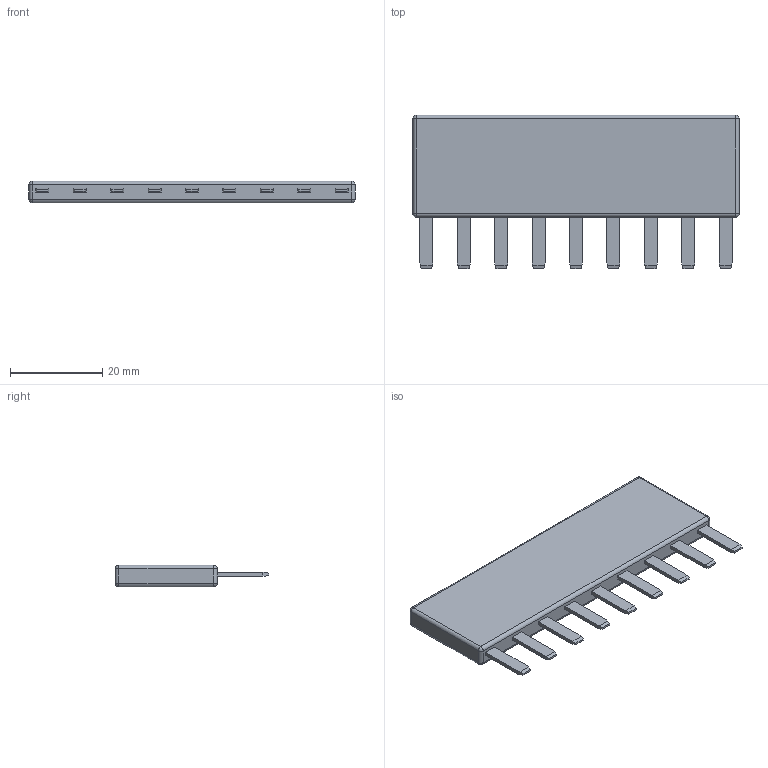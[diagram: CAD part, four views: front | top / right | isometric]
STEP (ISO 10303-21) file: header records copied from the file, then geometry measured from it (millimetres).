
FILE_DESCRIPTION((''),'2;1');
FILE_NAME('SC30-2006D-B008_NCF_ASM','2020-01-09T09:43:15',('20077268'),(''),'CREO PARAMETRIC BY PTC INC, 2017110','CREO PARAMETRIC BY PTC INC, 2017110','');
FILE_SCHEMA(('CONFIG_CONTROL_DESIGN'));
Length unit declared in the file: inch
Products named in the file (4): PC30-2006D-B008_MOLD; PC29-2004D-C000_NCF; PC30-2006D-B008_NCF_ASM; SC30-2006D-B008_NCF_ASM
Assembly tree (3 placements, depth 3):
  SC30-2006D-B008_NCF_ASM
    PC30-2006D-B008_NCF_ASM
      PC30-2006D-B008_MOLD
      PC29-2004D-C000_NCF
Bounding box: 70.64 x 33.27 x 4.67 mm (x, y, z)
Volume: 7470.5 mm3; surface area: 12782.1 mm2
Topology: 2 solids, 2 shells, 144 faces, 403 edges, 256 vertices
Faces by surface type: plane 122, cylinder 14, sphere 8
Entity records: 4669 total; most frequent: CARTESIAN_POINT 812, ORIENTED_EDGE 806, DIRECTION 737, EDGE_CURVE 403, VECTOR 375, LINE 375, VERTEX_POINT 256, AXIS2_PLACEMENT_3D 181
